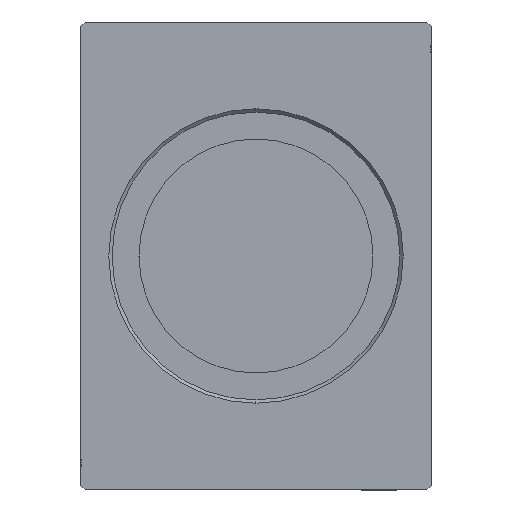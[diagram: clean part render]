
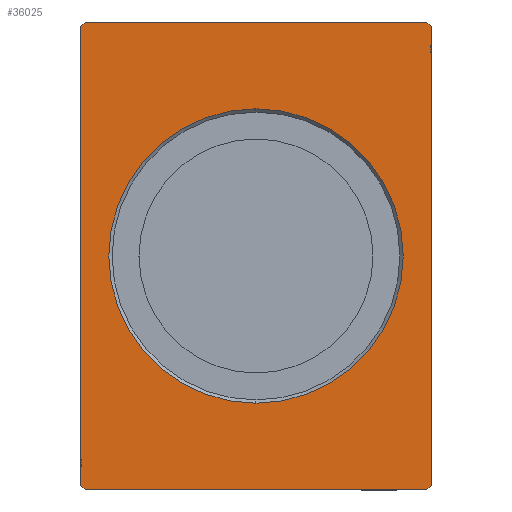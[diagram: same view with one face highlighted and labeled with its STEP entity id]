
A CAD part, left-side view. The second image highlights one B-rep face of the part: STEP entity #36025.
In plain terms, the highlighted planar face has unit normal (-1, 0, 0).
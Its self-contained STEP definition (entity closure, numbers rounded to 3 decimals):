
#227 = EDGE_CURVE ( 'NONE', #17644, #8084, #24061, .T. ) ;
#856 = CARTESIAN_POINT ( 'NONE',  ( 0., 37.5, -49. ) ) ;
#920 = DIRECTION ( 'NONE',  ( 0., 0., -1. ) ) ;
#1816 = ORIENTED_EDGE ( 'NONE', *, *, #26295, .F. ) ;
#2408 = VERTEX_POINT ( 'NONE', #18840 ) ;
#2904 = VERTEX_POINT ( 'NONE', #41576 ) ;
#3576 = CARTESIAN_POINT ( 'NONE',  ( 0., -36.5, -50. ) ) ;
#4459 = DIRECTION ( 'NONE',  ( 0., 0.707, -0.707 ) ) ;
#5718 = VERTEX_POINT ( 'NONE', #31131 ) ;
#6823 = CARTESIAN_POINT ( 'NONE',  ( 0., -37.5, -49. ) ) ;
#6884 = EDGE_CURVE ( 'NONE', #8084, #26027, #38608, .T. ) ;
#7785 = CARTESIAN_POINT ( 'NONE',  ( 0., 0., 0. ) ) ;
#8084 = VERTEX_POINT ( 'NONE', #14088 ) ;
#8198 = DIRECTION ( 'NONE',  ( 1., 0., 0. ) ) ;
#8286 = ORIENTED_EDGE ( 'NONE', *, *, #40852, .T. ) ;
#8837 = VECTOR ( 'NONE', #32152, 1000. ) ;
#9703 = DIRECTION ( 'NONE',  ( 0., 1., 0. ) ) ;
#9748 = VERTEX_POINT ( 'NONE', #35109 ) ;
#9925 = CARTESIAN_POINT ( 'NONE',  ( 0., 36.5, -50. ) ) ;
#9927 = VECTOR ( 'NONE', #9703, 1000. ) ;
#10227 = DIRECTION ( 'NONE',  ( 1., 0., 0. ) ) ;
#10852 = VECTOR ( 'NONE', #11415, 1000. ) ;
#11142 = AXIS2_PLACEMENT_3D ( 'NONE', #32993, #10227, #920 ) ;
#11415 = DIRECTION ( 'NONE',  ( 0., -1., 0. ) ) ;
#11567 = FACE_BOUND ( 'NONE', #16063, .T. ) ;
#11672 = DIRECTION ( 'NONE',  ( 0., -0.707, 0.707 ) ) ;
#12082 = LINE ( 'NONE', #40770, #18936 ) ;
#12965 = LINE ( 'NONE', #35328, #8837 ) ;
#14088 = CARTESIAN_POINT ( 'NONE',  ( 0., -36.5, -50. ) ) ;
#14704 = ORIENTED_EDGE ( 'NONE', *, *, #6884, .F. ) ;
#14730 = DIRECTION ( 'NONE',  ( 0., 0., -1. ) ) ;
#14937 = FACE_OUTER_BOUND ( 'NONE', #19501, .T. ) ;
#15398 = VERTEX_POINT ( 'NONE', #20350 ) ;
#16063 = EDGE_LOOP ( 'NONE', ( #40210, #8286 ) ) ;
#16125 = VERTEX_POINT ( 'NONE', #31076 ) ;
#17117 = LINE ( 'NONE', #856, #33325 ) ;
#17644 = VERTEX_POINT ( 'NONE', #6823 ) ;
#18457 = CARTESIAN_POINT ( 'NONE',  ( 0., 36.5, -50. ) ) ;
#18840 = CARTESIAN_POINT ( 'NONE',  ( 0., 36.5, 50. ) ) ;
#18936 = VECTOR ( 'NONE', #11672, 1000. ) ;
#19286 = ORIENTED_EDGE ( 'NONE', *, *, #38213, .F. ) ;
#19370 = EDGE_CURVE ( 'NONE', #2408, #15398, #20271, .T. ) ;
#19405 = DIRECTION ( 'NONE',  ( 1., 0., 0. ) ) ;
#19501 = EDGE_LOOP ( 'NONE', ( #1816, #19286, #37041, #14704, #24500, #34955, #21235, #34721 ) ) ;
#20271 = LINE ( 'NONE', #33140, #10852 ) ;
#20350 = CARTESIAN_POINT ( 'NONE',  ( 0., -36.5, 50. ) ) ;
#20461 = CARTESIAN_POINT ( 'NONE',  ( 0., 37.5, -49. ) ) ;
#21123 = EDGE_CURVE ( 'NONE', #26027, #30811, #29116, .T. ) ;
#21235 = ORIENTED_EDGE ( 'NONE', *, *, #22981, .F. ) ;
#22564 = DIRECTION ( 'NONE',  ( 0., 0., -1. ) ) ;
#22981 = EDGE_CURVE ( 'NONE', #15398, #16125, #26795, .T. ) ;
#24061 = LINE ( 'NONE', #39688, #25327 ) ;
#24347 = VECTOR ( 'NONE', #30581, 1000. ) ;
#24500 = ORIENTED_EDGE ( 'NONE', *, *, #227, .F. ) ;
#25327 = VECTOR ( 'NONE', #4459, 1000. ) ;
#26027 = VERTEX_POINT ( 'NONE', #18457 ) ;
#26295 = EDGE_CURVE ( 'NONE', #2904, #2408, #12082, .T. ) ;
#26795 = LINE ( 'NONE', #29748, #24347 ) ;
#28504 = EDGE_CURVE ( 'NONE', #16125, #17644, #12965, .T. ) ;
#29116 = LINE ( 'NONE', #9925, #37896 ) ;
#29326 = CIRCLE ( 'NONE', #11142, 31.45 ) ;
#29526 = CARTESIAN_POINT ( 'NONE',  ( 0., 0., 0. ) ) ;
#29748 = CARTESIAN_POINT ( 'NONE',  ( 0., -36.5, 50. ) ) ;
#29978 = DIRECTION ( 'NONE',  ( 0., 0., 1. ) ) ;
#30581 = DIRECTION ( 'NONE',  ( 0., -0.707, -0.707 ) ) ;
#30811 = VERTEX_POINT ( 'NONE', #20461 ) ;
#30951 = PLANE ( 'NONE',  #32567 ) ;
#31076 = CARTESIAN_POINT ( 'NONE',  ( 0., -37.5, 49. ) ) ;
#31131 = CARTESIAN_POINT ( 'NONE',  ( 0., 0., -31.45 ) ) ;
#32020 = CIRCLE ( 'NONE', #41456, 31.45 ) ;
#32152 = DIRECTION ( 'NONE',  ( 0., 0., -1. ) ) ;
#32567 = AXIS2_PLACEMENT_3D ( 'NONE', #7785, #8198, #14730 ) ;
#32993 = CARTESIAN_POINT ( 'NONE',  ( 0., 0., 0. ) ) ;
#33140 = CARTESIAN_POINT ( 'NONE',  ( 0., 36.5, 50. ) ) ;
#33325 = VECTOR ( 'NONE', #29978, 1000. ) ;
#34721 = ORIENTED_EDGE ( 'NONE', *, *, #19370, .F. ) ;
#34955 = ORIENTED_EDGE ( 'NONE', *, *, #28504, .F. ) ;
#35109 = CARTESIAN_POINT ( 'NONE',  ( 0., 0., 31.45 ) ) ;
#35328 = CARTESIAN_POINT ( 'NONE',  ( 0., -37.5, 49. ) ) ;
#35660 = DIRECTION ( 'NONE',  ( 0., 0.707, 0.707 ) ) ;
#36025 = ADVANCED_FACE ( 'NONE', ( #11567, #14937 ), #30951, .F. ) ;
#37041 = ORIENTED_EDGE ( 'NONE', *, *, #21123, .F. ) ;
#37896 = VECTOR ( 'NONE', #35660, 1000. ) ;
#38213 = EDGE_CURVE ( 'NONE', #30811, #2904, #17117, .T. ) ;
#38608 = LINE ( 'NONE', #3576, #9927 ) ;
#39688 = CARTESIAN_POINT ( 'NONE',  ( 0., -37.5, -49. ) ) ;
#40210 = ORIENTED_EDGE ( 'NONE', *, *, #40678, .T. ) ;
#40678 = EDGE_CURVE ( 'NONE', #9748, #5718, #29326, .T. ) ;
#40770 = CARTESIAN_POINT ( 'NONE',  ( 0., 37.5, 49. ) ) ;
#40852 = EDGE_CURVE ( 'NONE', #5718, #9748, #32020, .T. ) ;
#41456 = AXIS2_PLACEMENT_3D ( 'NONE', #29526, #19405, #22564 ) ;
#41576 = CARTESIAN_POINT ( 'NONE',  ( 0., 37.5, 49. ) ) ;
